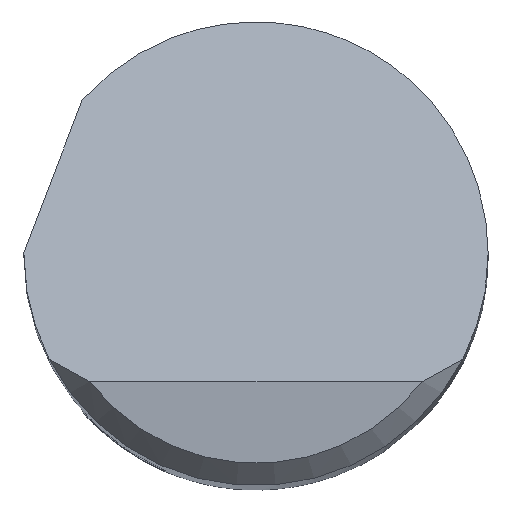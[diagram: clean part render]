
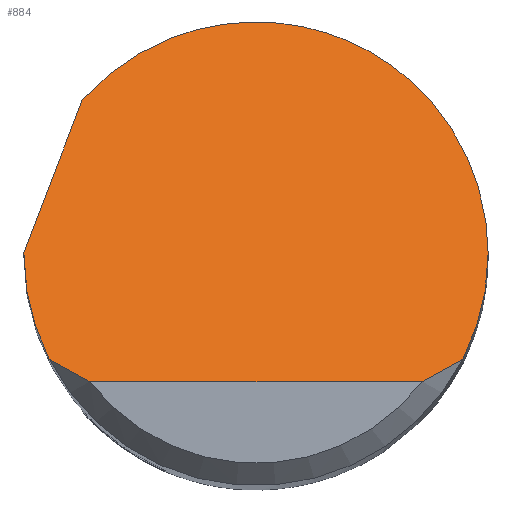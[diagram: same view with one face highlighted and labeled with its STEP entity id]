
A CAD part, top view. The second image highlights one B-rep face of the part: STEP entity #884.
In plain terms, the highlighted planar face has unit normal (0, 0.707, 0.707).
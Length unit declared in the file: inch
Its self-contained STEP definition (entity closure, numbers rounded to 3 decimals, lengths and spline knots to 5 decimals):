
#13 = VERTEX_POINT ( 'NONE', #448 ) ;
#21 = ORIENTED_EDGE ( 'NONE', *, *, #796, .T. ) ;
#38 = CARTESIAN_POINT ( 'NONE',  ( -0.15625, 0., 1.91375 ) ) ;
#43 = CARTESIAN_POINT ( 'NONE',  ( -0.11186, -0.08625, 2. ) ) ;
#56 = VECTOR ( 'NONE', #202, 39.37008 ) ;
#98 = CARTESIAN_POINT ( 'NONE',  ( 0.15625, 0., 1.91375 ) ) ;
#101 =( BOUNDED_CURVE ( )  B_SPLINE_CURVE ( 3, ( #98, #682, #523, #802 ),
 .UNSPECIFIED., .F., .T. ) 
 B_SPLINE_CURVE_WITH_KNOTS ( ( 4, 4 ),
 ( 1.5708, 2.04429 ),
 .UNSPECIFIED. ) 
 CURVE ( )  GEOMETRIC_REPRESENTATION_ITEM ( )  RATIONAL_B_SPLINE_CURVE ( ( 1., 0.981, 0.981, 1. ) ) 
 REPRESENTATION_ITEM ( '' )  );
#113 = CARTESIAN_POINT ( 'NONE',  ( -0.13906, -0.07125, 1.985 ) ) ;
#114 = EDGE_CURVE ( 'NONE', #714, #138, #101, .T. ) ;
#127 = CARTESIAN_POINT ( 'NONE',  ( -0.15625, 0.001, 1.91275 ) ) ;
#138 = VERTEX_POINT ( 'NONE', #833 ) ;
#159 = ORIENTED_EDGE ( 'NONE', *, *, #313, .T. ) ;
#180 = VERTEX_POINT ( 'NONE', #43 ) ;
#182 = CARTESIAN_POINT ( 'NONE',  ( -0.12131, -0.0816, 1.99535 ) ) ;
#185 = ORIENTED_EDGE ( 'NONE', *, *, #114, .F. ) ;
#192 = CARTESIAN_POINT ( 'NONE',  ( 0.12131, -0.0816, 1.99535 ) ) ;
#202 = DIRECTION ( 'NONE',  ( 1., 0., 0. ) ) ;
#203 = CARTESIAN_POINT ( 'NONE',  ( -0.15625, 0.00067, 1.91308 ) ) ;
#206 = CARTESIAN_POINT ( 'NONE',  ( -0.00347, 0.2315, 1.68225 ) ) ;
#228 = ORIENTED_EDGE ( 'NONE', *, *, #232, .T. ) ;
#230 = VERTEX_POINT ( 'NONE', #688 ) ;
#232 = EDGE_CURVE ( 'NONE', #180, #575, #820, .T. ) ;
#236 = EDGE_CURVE ( 'NONE', #701, #13, #683, .T. ) ;
#268 = CARTESIAN_POINT ( 'NONE',  ( -0.18741, -0.08028, 1.99403 ) ) ;
#269 = CARTESIAN_POINT ( 'NONE',  ( -0.13906, -0.07125, 1.985 ) ) ;
#272 = B_SPLINE_CURVE_WITH_KNOTS ( 'NONE', 3,
 ( #113, #535, #182, #870 ),
 .UNSPECIFIED., .F., .F.,
 ( 4, 4 ),
 ( 0., 0.00088 ),
 .UNSPECIFIED. ) ;
#276 = CARTESIAN_POINT ( 'NONE',  ( 0.13035, -0.07657, 1.99032 ) ) ;
#313 = EDGE_CURVE ( 'NONE', #575, #138, #694, .T. ) ;
#323 = CARTESIAN_POINT ( 'NONE',  ( 0.15625, 0., 1.91375 ) ) ;
#338 = ORIENTED_EDGE ( 'NONE', *, *, #343, .F. ) ;
#343 = EDGE_CURVE ( 'NONE', #230, #800, #450, .T. ) ;
#357 = EDGE_CURVE ( 'NONE', #800, #701, #368, .T. ) ;
#368 =( BOUNDED_CURVE ( )  B_SPLINE_CURVE ( 3, ( #689, #414, #203, #679 ),
 .UNSPECIFIED., .F., .T. ) 
 B_SPLINE_CURVE_WITH_KNOTS ( ( 4, 4 ),
 ( 4.71239, 4.71879 ),
 .UNSPECIFIED. ) 
 CURVE ( )  GEOMETRIC_REPRESENTATION_ITEM ( )  RATIONAL_B_SPLINE_CURVE ( ( 1., 1., 1., 1. ) ) 
 REPRESENTATION_ITEM ( '' )  );
#414 = CARTESIAN_POINT ( 'NONE',  ( -0.15625, 0.00033, 1.91342 ) ) ;
#417 = CARTESIAN_POINT ( 'NONE',  ( 0., -0.08625, 2. ) ) ;
#420 = CARTESIAN_POINT ( 'NONE',  ( -0.15625, -0.08625, 2. ) ) ;
#444 = EDGE_CURVE ( 'NONE', #13, #714, #862, .T. ) ;
#448 = CARTESIAN_POINT ( 'NONE',  ( -0.11687, 0.10371, 1.81004 ) ) ;
#450 =( BOUNDED_CURVE ( )  B_SPLINE_CURVE ( 3, ( #269, #548, #620, #830 ),
 .UNSPECIFIED., .F., .T. ) 
 B_SPLINE_CURVE_WITH_KNOTS ( ( 4, 4 ),
 ( 4.23889, 4.71239 ),
 .UNSPECIFIED. ) 
 CURVE ( )  GEOMETRIC_REPRESENTATION_ITEM ( )  RATIONAL_B_SPLINE_CURVE ( ( 1., 0.981, 0.981, 1. ) ) 
 REPRESENTATION_ITEM ( '' )  );
#475 = CARTESIAN_POINT ( 'NONE',  ( 0.13906, -0.07125, 1.985 ) ) ;
#491 = CARTESIAN_POINT ( 'NONE',  ( 0.15625, 0., 1.91375 ) ) ;
#492 = DIRECTION ( 'NONE',  ( 0., 0.707, -0.707 ) ) ;
#498 = PLANE ( 'NONE',  #896 ) ;
#499 = ORIENTED_EDGE ( 'NONE', *, *, #236, .F. ) ;
#523 = CARTESIAN_POINT ( 'NONE',  ( 0.15041, -0.04909, 1.96284 ) ) ;
#535 = CARTESIAN_POINT ( 'NONE',  ( -0.13035, -0.07657, 1.99032 ) ) ;
#538 = CARTESIAN_POINT ( 'NONE',  ( 0.11186, -0.08625, 2. ) ) ;
#548 = CARTESIAN_POINT ( 'NONE',  ( -0.15041, -0.04909, 1.96284 ) ) ;
#557 = VECTOR ( 'NONE', #605, 39.37008 ) ;
#558 = CARTESIAN_POINT ( 'NONE',  ( 0.15625, 0.17085, 1.7429 ) ) ;
#575 = VERTEX_POINT ( 'NONE', #897 ) ;
#590 = FACE_OUTER_BOUND ( 'NONE', #790, .T. ) ;
#605 = DIRECTION ( 'NONE',  ( 0.262, 0.682, -0.682 ) ) ;
#620 = CARTESIAN_POINT ( 'NONE',  ( -0.15625, -0.02489, 1.93864 ) ) ;
#679 = CARTESIAN_POINT ( 'NONE',  ( -0.15625, 0.001, 1.91275 ) ) ;
#682 = CARTESIAN_POINT ( 'NONE',  ( 0.15625, -0.02489, 1.93864 ) ) ;
#683 = LINE ( 'NONE', #268, #557 ) ;
#688 = CARTESIAN_POINT ( 'NONE',  ( -0.13906, -0.07125, 1.985 ) ) ;
#689 = CARTESIAN_POINT ( 'NONE',  ( -0.15625, 0., 1.91375 ) ) ;
#694 = B_SPLINE_CURVE_WITH_KNOTS ( 'NONE', 3,
 ( #538, #192, #276, #475 ),
 .UNSPECIFIED., .F., .F.,
 ( 4, 4 ),
 ( 0., 0.00088 ),
 .UNSPECIFIED. ) ;
#701 = VERTEX_POINT ( 'NONE', #127 ) ;
#714 = VERTEX_POINT ( 'NONE', #323 ) ;
#736 = ORIENTED_EDGE ( 'NONE', *, *, #357, .F. ) ;
#790 = EDGE_LOOP ( 'NONE', ( #228, #159, #185, #793, #499, #736, #338, #21 ) ) ;
#793 = ORIENTED_EDGE ( 'NONE', *, *, #444, .F. ) ;
#796 = EDGE_CURVE ( 'NONE', #230, #180, #272, .T. ) ;
#800 = VERTEX_POINT ( 'NONE', #38 ) ;
#802 = CARTESIAN_POINT ( 'NONE',  ( 0.13906, -0.07125, 1.985 ) ) ;
#820 = LINE ( 'NONE', #417, #56 ) ;
#827 = CARTESIAN_POINT ( 'NONE',  ( -0.11687, 0.10371, 1.81004 ) ) ;
#830 = CARTESIAN_POINT ( 'NONE',  ( -0.15625, 0., 1.91375 ) ) ;
#833 = CARTESIAN_POINT ( 'NONE',  ( 0.13906, -0.07125, 1.985 ) ) ;
#835 = DIRECTION ( 'NONE',  ( 0., -0.707, -0.707 ) ) ;
#862 =( BOUNDED_CURVE ( )  B_SPLINE_CURVE ( 3, ( #827, #206, #558, #491 ),
 .UNSPECIFIED., .F., .T. ) 
 B_SPLINE_CURVE_WITH_KNOTS ( ( 4, 4 ),
 ( 5.4382, 7.85398 ),
 .UNSPECIFIED. ) 
 CURVE ( )  GEOMETRIC_REPRESENTATION_ITEM ( )  RATIONAL_B_SPLINE_CURVE ( ( 1., 0.57, 0.57, 1. ) ) 
 REPRESENTATION_ITEM ( '' )  );
#870 = CARTESIAN_POINT ( 'NONE',  ( -0.11186, -0.08625, 2. ) ) ;
#884 = ADVANCED_FACE ( 'NONE', ( #590 ), #498, .F. ) ;
#896 = AXIS2_PLACEMENT_3D ( 'NONE', #420, #835, #492 ) ;
#897 = CARTESIAN_POINT ( 'NONE',  ( 0.11186, -0.08625, 2. ) ) ;
